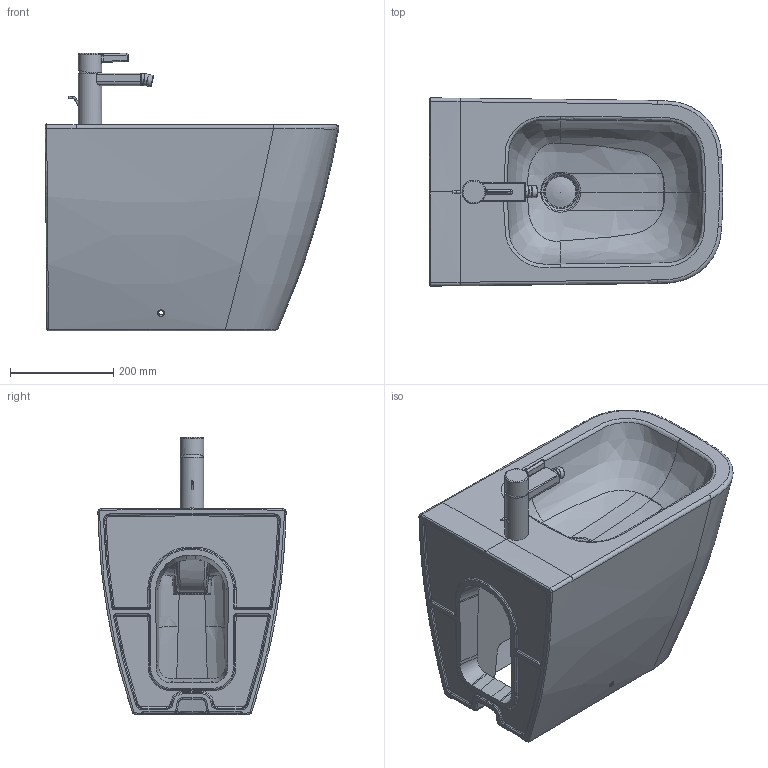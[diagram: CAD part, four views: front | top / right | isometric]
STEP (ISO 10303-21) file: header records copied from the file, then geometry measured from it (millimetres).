
FILE_DESCRIPTION((''),'2;1');
FILE_NAME('226710.stp','2013-06-10T18:46:33',('Administrator'),(''),'Autodesk Inventor 2011','Autodesk Inventor 2011','');
FILE_SCHEMA(('CONFIG_CONTROL_DESIGN'));
Length unit declared in the file: millimetre
Products named in the file (11): 226710; Kelch; Stopfen; Armatur Bidet; Fassung Sieb; Griff; Gehäuse Bidet; Hebel_Ventil; Kugel; Gleitring
Assembly tree (10 placements, depth 3):
  226710
    226710
    Kelch
    Stopfen
    Armatur Bidet
      Fassung Sieb
      Griff
      Gehäuse Bidet
      Hebel_Ventil
      Kugel
      Gleitring
Bounding box: 570 x 365.17 x 538.78 mm (x, y, z)
Volume: 35337056 mm3; surface area: 1383235.1 mm2
Topology: 8 solids, 10 shells, 521 faces, 1278 edges, 764 vertices
Faces by surface type: bspline 256, cylinder 114, plane 88, torus 35, sphere 20, cone 8
Full cylindrical faces by diameter (mm): 4 x2, 8.74 x2, 20.15 x1, 21.15 x1, 21.334 x1, 23.15 x1, 35 x1, 42 x1, 44 x1, 46 x2, 46.241 x1, 60 x1
Entity records: 71843 total; most frequent: CARTESIAN_POINT 60771, ORIENTED_EDGE 2448, DIRECTION 1784, EDGE_CURVE 1226, VERTEX_POINT 751, AXIS2_PLACEMENT_3D 737, EDGE_LOOP 583, FACE_OUTER_BOUND 520
